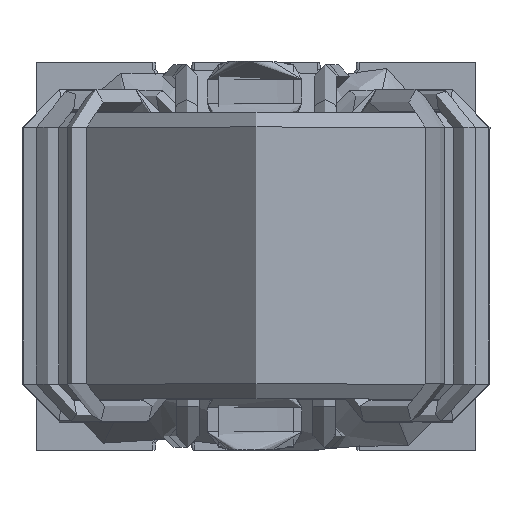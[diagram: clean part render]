
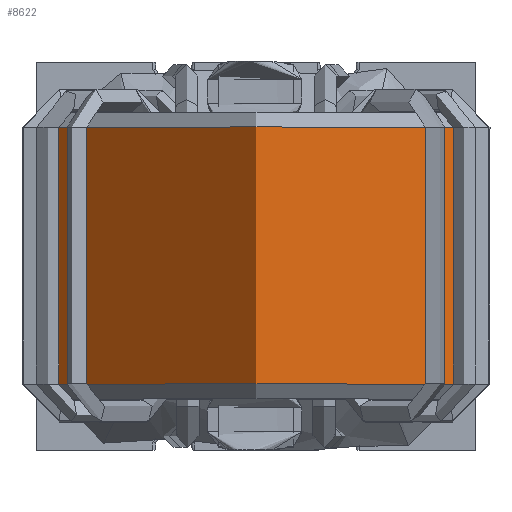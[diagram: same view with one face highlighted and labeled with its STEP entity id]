
A CAD part, top view. The second image highlights one B-rep face of the part: STEP entity #8622.
In plain terms, the highlighted cylindrical face has radius 7.15 mm (diameter 14.3 mm), a full revolution.
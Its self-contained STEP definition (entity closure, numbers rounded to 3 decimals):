
#326=CYLINDRICAL_SURFACE('',#9248,7.15);
#1853=ORIENTED_EDGE('',*,*,#3071,.T.);
#1854=ORIENTED_EDGE('',*,*,#3072,.T.);
#3071=EDGE_CURVE('',#3740,#3740,#4218,.F.);
#3072=EDGE_CURVE('',#3741,#3741,#4219,.T.);
#3740=VERTEX_POINT('',#13092);
#3741=VERTEX_POINT('',#13094);
#4218=CIRCLE('',#9249,7.15);
#4219=CIRCLE('',#9250,7.15);
#4596=EDGE_LOOP('',(#1853));
#4597=EDGE_LOOP('',(#1854));
#5177=FACE_BOUND('',#4596,.T.);
#5178=FACE_BOUND('',#4597,.T.);
#8622=ADVANCED_FACE('',(#5177,#5178),#326,.T.);
#9248=AXIS2_PLACEMENT_3D('',#13090,#10412,#10413);
#9249=AXIS2_PLACEMENT_3D('',#13091,#10414,#10415);
#9250=AXIS2_PLACEMENT_3D('',#13093,#10416,#10417);
#10412=DIRECTION('',(0.,1.,0.));
#10413=DIRECTION('',(0.,0.,1.));
#10414=DIRECTION('',(0.,1.,0.));
#10415=DIRECTION('',(0.,0.,1.));
#10416=DIRECTION('',(0.,1.,0.));
#10417=DIRECTION('',(0.,0.,1.));
#13090=CARTESIAN_POINT('',(0.,-4.8,7.85));
#13091=CARTESIAN_POINT('',(0.,4.3,7.85));
#13092=CARTESIAN_POINT('',(0.,4.3,15.));
#13093=CARTESIAN_POINT('',(0.,-4.3,7.85));
#13094=CARTESIAN_POINT('',(0.,-4.3,15.));
